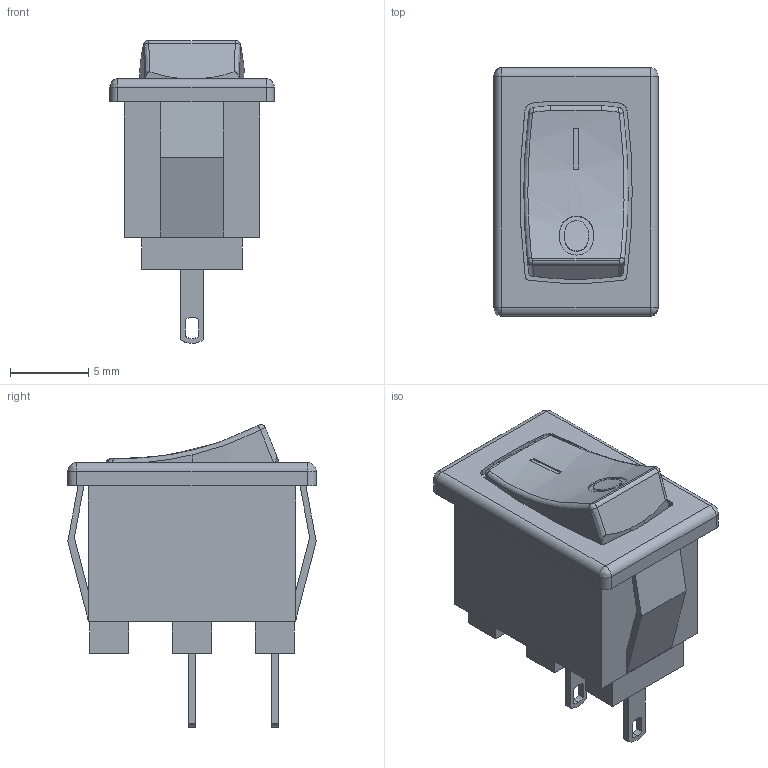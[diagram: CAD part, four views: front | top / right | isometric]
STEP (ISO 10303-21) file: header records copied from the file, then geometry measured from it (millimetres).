
FILE_DESCRIPTION(/* description */ (''),/* implementation_level */ '2;1');
FILE_NAME(/* name */ 'rocker switch KCD11.stp',/* time_stamp */ '2018-02-03T15:05:11+01:00',/* author */ (''),/* organization */ (''),/* preprocessor_version */ 'ST-DEVELOPER v11',/* originating_system */ 'SIEMENS PLM Software NX 7.5',/* authorisation */ '');
FILE_SCHEMA (('AUTOMOTIVE_DESIGN { 1 0 10303 214 1 1 1 1 }'));
Length unit declared in the file: millimetre
Products named in the file (1): EdgeD7B6ktyp
Bounding box: 10.47 x 15.84 x 19.29 mm (x, y, z)
Volume: 1423.5 mm3; surface area: 1097 mm2
Topology: 1 solids, 1 shells, 130 faces, 333 edges, 212 vertices
Faces by surface type: plane 60, extrusion 46, bspline 24
Entity records: 5166 total; most frequent: CARTESIAN_POINT 2332, ORIENTED_EDGE 658, DIRECTION 339, EDGE_CURVE 329, VECTOR 217, VERTEX_POINT 212, LINE 171, EDGE_LOOP 149
